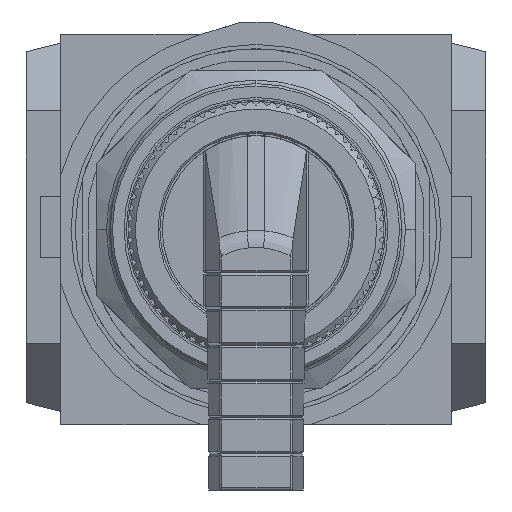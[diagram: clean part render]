
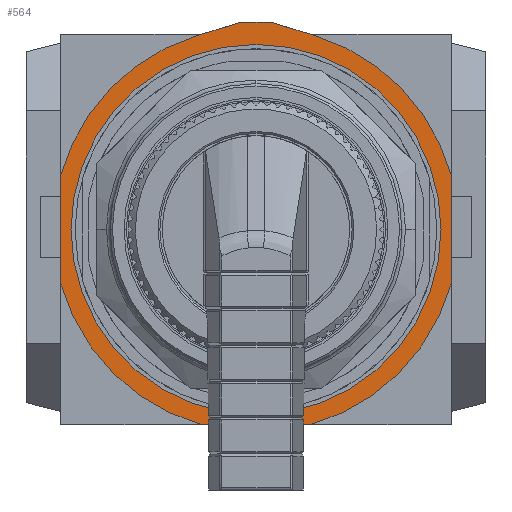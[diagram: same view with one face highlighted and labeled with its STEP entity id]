
A CAD part, front view. The second image highlights one B-rep face of the part: STEP entity #564.
In plain terms, the highlighted planar face has unit normal (0, -1, 0).
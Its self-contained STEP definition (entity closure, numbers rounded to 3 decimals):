
#71=DIRECTION('',(0.,0.,-1.));
#72=VECTOR('',#71,11.727);
#73=CARTESIAN_POINT('',(21.438,10.338,5.863));
#74=LINE('',#73,#72);
#83=CARTESIAN_POINT('',(0.,10.338,0.));
#84=DIRECTION('',(0.,1.,0.));
#85=DIRECTION('',(1.,0.,0.));
#86=AXIS2_PLACEMENT_3D('',#83,#84,#85);
#88=CARTESIAN_POINT('',(0.,10.338,0.));
#89=DIRECTION('',(0.,1.,0.));
#90=DIRECTION('',(-1.,0.,0.));
#91=AXIS2_PLACEMENT_3D('',#88,#89,#90);
#93=DIRECTION('',(-0.956,0.,-0.293));
#94=VECTOR('',#93,5.149);
#95=CARTESIAN_POINT('',(-1.588,10.338,22.758));
#96=LINE('',#95,#94);
#97=DIRECTION('',(-1.,0.,0.));
#98=VECTOR('',#97,3.175);
#99=CARTESIAN_POINT('',(1.588,10.338,22.758));
#100=LINE('',#99,#98);
#101=DIRECTION('',(-0.956,0.,0.293));
#102=VECTOR('',#101,5.149);
#103=CARTESIAN_POINT('',(6.511,10.338,21.25));
#104=LINE('',#103,#102);
#105=CARTESIAN_POINT('',(0.,10.338,0.));
#106=DIRECTION('',(0.,-1.,0.));
#107=DIRECTION('',(0.965,0.,0.264));
#108=AXIS2_PLACEMENT_3D('',#105,#106,#107);
#110=CARTESIAN_POINT('',(0.,10.338,0.));
#111=DIRECTION('',(0.,-1.,0.));
#112=DIRECTION('',(0.264,0.,-0.965));
#113=AXIS2_PLACEMENT_3D('',#110,#111,#112);
#115=CARTESIAN_POINT('',(0.,10.338,0.));
#116=DIRECTION('',(0.,-1.,0.));
#117=DIRECTION('',(-0.965,0.,-0.264));
#118=AXIS2_PLACEMENT_3D('',#115,#116,#117);
#120=CARTESIAN_POINT('',(0.,10.338,0.));
#121=DIRECTION('',(0.,-1.,0.));
#122=DIRECTION('',(-0.293,0.,0.956));
#123=AXIS2_PLACEMENT_3D('',#120,#121,#122);
#260=DIRECTION('',(0.,0.,1.));
#261=VECTOR('',#260,11.727);
#262=CARTESIAN_POINT('',(-21.438,10.338,-5.863));
#263=LINE('',#262,#261);
#289=DIRECTION('',(-1.,0.,0.));
#290=VECTOR('',#289,11.727);
#291=CARTESIAN_POINT('',(5.863,10.338,-21.438));
#292=LINE('',#291,#290);
#402=CARTESIAN_POINT('',(1.588,10.338,22.758));
#403=CARTESIAN_POINT('',(-1.588,10.338,22.758));
#404=VERTEX_POINT('',#402);
#405=VERTEX_POINT('',#403);
#406=CARTESIAN_POINT('',(6.511,10.338,21.25));
#407=VERTEX_POINT('',#406);
#408=CARTESIAN_POINT('',(21.438,10.338,5.863));
#409=VERTEX_POINT('',#408);
#410=CARTESIAN_POINT('',(21.438,10.338,-5.863));
#411=VERTEX_POINT('',#410);
#412=CARTESIAN_POINT('',(5.863,10.338,-21.438));
#413=VERTEX_POINT('',#412);
#414=CARTESIAN_POINT('',(-5.863,10.338,-21.438));
#415=VERTEX_POINT('',#414);
#416=CARTESIAN_POINT('',(-21.438,10.338,-5.863));
#417=VERTEX_POINT('',#416);
#418=CARTESIAN_POINT('',(-21.438,10.338,5.863));
#419=VERTEX_POINT('',#418);
#420=CARTESIAN_POINT('',(-6.511,10.338,21.25));
#421=VERTEX_POINT('',#420);
#426=CARTESIAN_POINT('',(20.295,10.338,0.));
#427=CARTESIAN_POINT('',(-20.295,10.338,0.));
#428=VERTEX_POINT('',#426);
#429=VERTEX_POINT('',#427);
#534=CARTESIAN_POINT('',(11.113,10.338,0.));
#535=DIRECTION('',(0.,-1.,0.));
#536=DIRECTION('',(1.,0.,0.));
#537=AXIS2_PLACEMENT_3D('',#534,#535,#536);
#538=PLANE('',#537);
#540=ORIENTED_EDGE('',*,*,#539,.F.);
#542=ORIENTED_EDGE('',*,*,#541,.F.);
#543=ORIENTED_EDGE('',*,*,#524,.F.);
#544=ORIENTED_EDGE('',*,*,#474,.F.);
#545=ORIENTED_EDGE('',*,*,#498,.T.);
#547=ORIENTED_EDGE('',*,*,#546,.F.);
#549=ORIENTED_EDGE('',*,*,#548,.T.);
#551=ORIENTED_EDGE('',*,*,#550,.F.);
#553=ORIENTED_EDGE('',*,*,#552,.T.);
#555=ORIENTED_EDGE('',*,*,#554,.F.);
#556=EDGE_LOOP('',(#540,#542,#543,#544,#545,#547,#549,#551,#553,#555));
#557=FACE_OUTER_BOUND('',#556,.F.);
#559=ORIENTED_EDGE('',*,*,#558,.F.);
#561=ORIENTED_EDGE('',*,*,#560,.F.);
#562=EDGE_LOOP('',(#559,#561));
#563=FACE_BOUND('',#562,.F.);
#87=CIRCLE('',#86,20.295);
#92=CIRCLE('',#91,20.295);
#109=CIRCLE('',#108,22.225);
#114=CIRCLE('',#113,22.225);
#119=CIRCLE('',#118,22.225);
#124=CIRCLE('',#123,22.225);
#474=EDGE_CURVE('',#409,#407,#109,.T.);
#498=EDGE_CURVE('',#409,#411,#74,.T.);
#524=EDGE_CURVE('',#407,#404,#104,.T.);
#539=EDGE_CURVE('',#405,#421,#96,.T.);
#541=EDGE_CURVE('',#404,#405,#100,.T.);
#546=EDGE_CURVE('',#413,#411,#114,.T.);
#548=EDGE_CURVE('',#413,#415,#292,.T.);
#550=EDGE_CURVE('',#417,#415,#119,.T.);
#552=EDGE_CURVE('',#417,#419,#263,.T.);
#554=EDGE_CURVE('',#421,#419,#124,.T.);
#558=EDGE_CURVE('',#428,#429,#87,.T.);
#560=EDGE_CURVE('',#429,#428,#92,.T.);
#564=ADVANCED_FACE('',(#557,#563),#538,.T.);
